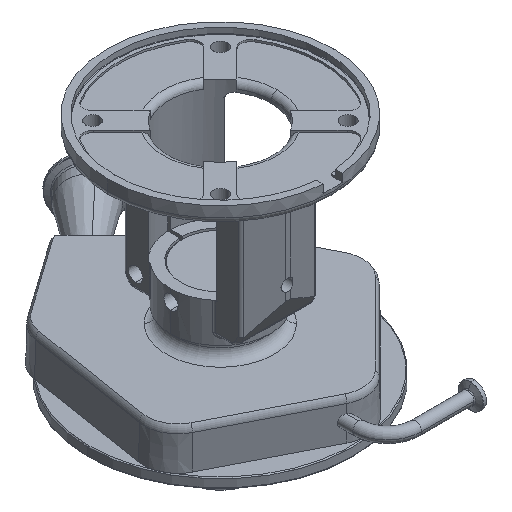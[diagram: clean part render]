
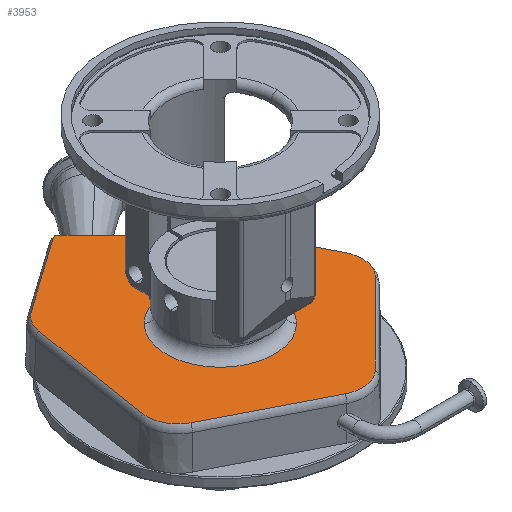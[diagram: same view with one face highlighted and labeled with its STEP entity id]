
A CAD part, isometric view. The second image highlights one B-rep face of the part: STEP entity #3953.
In plain terms, the highlighted planar face has unit normal (0, 0, 1).
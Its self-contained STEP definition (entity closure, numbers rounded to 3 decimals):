
#89 = VERTEX_POINT ( 'NONE', #13936 ) ;
#213 = DIRECTION ( 'NONE',  ( 0., 0., -1. ) ) ;
#249 = EDGE_CURVE ( 'NONE', #3115, #9109, #12446, .T. ) ;
#271 = ORIENTED_EDGE ( 'NONE', *, *, #2063, .F. ) ;
#307 = AXIS2_PLACEMENT_3D ( 'NONE', #4403, #6479, #1087 ) ;
#378 = EDGE_CURVE ( 'NONE', #12699, #463, #13797, .T. ) ;
#463 = VERTEX_POINT ( 'NONE', #12947 ) ;
#934 = ORIENTED_EDGE ( 'NONE', *, *, #2683, .F. ) ;
#975 = VECTOR ( 'NONE', #12504, 1000. ) ;
#1034 = ORIENTED_EDGE ( 'NONE', *, *, #4141, .F. ) ;
#1087 = DIRECTION ( 'NONE',  ( 0.707, -0.707, 0. ) ) ;
#1224 = CARTESIAN_POINT ( 'NONE',  ( 49.83, 129.466, -189. ) ) ;
#1283 = DIRECTION ( 'NONE',  ( 0.707, -0.707, 0. ) ) ;
#1371 = DIRECTION ( 'NONE',  ( 0.45, -0.893, 0. ) ) ;
#1415 = CARTESIAN_POINT ( 'NONE',  ( 1.415, -126.047, -189. ) ) ;
#1633 = VERTEX_POINT ( 'NONE', #13238 ) ;
#1842 = DIRECTION ( 'NONE',  ( 0., 0., -1. ) ) ;
#1884 = CARTESIAN_POINT ( 'NONE',  ( 139.999, 339.783, -189. ) ) ;
#2063 = EDGE_CURVE ( 'NONE', #11087, #5031, #13407, .T. ) ;
#2176 = DIRECTION ( 'NONE',  ( -0.966, -0.259, 0. ) ) ;
#2222 = AXIS2_PLACEMENT_3D ( 'NONE', #11899, #213, #4522 ) ;
#2306 = CIRCLE ( 'NONE', #5733, 228.831 ) ;
#2683 = EDGE_CURVE ( 'NONE', #8073, #1633, #10448, .T. ) ;
#2695 = VERTEX_POINT ( 'NONE', #4945 ) ;
#2731 = DIRECTION ( 'NONE',  ( 0.707, -0.707, 0. ) ) ;
#2789 = EDGE_CURVE ( 'NONE', #12663, #5490, #2306, .T. ) ;
#2863 = DIRECTION ( 'NONE',  ( -0.707, -0.707, 0. ) ) ;
#2920 = VECTOR ( 'NONE', #2863, 1000. ) ;
#2941 = ORIENTED_EDGE ( 'NONE', *, *, #2789, .F. ) ;
#3056 = EDGE_CURVE ( 'NONE', #8815, #2695, #9951, .T. ) ;
#3115 = VERTEX_POINT ( 'NONE', #4765 ) ;
#3191 = DIRECTION ( 'NONE',  ( 0.707, -0.707, 0. ) ) ;
#3242 = DIRECTION ( 'NONE',  ( -0.891, 0.454, 0. ) ) ;
#3502 = AXIS2_PLACEMENT_3D ( 'NONE', #6820, #11112, #5755 ) ;
#3516 = EDGE_CURVE ( 'NONE', #12706, #8073, #4593, .T. ) ;
#3525 = FACE_BOUND ( 'NONE', #4773, .T. ) ;
#3592 = DIRECTION ( 'NONE',  ( 0., 0., -1. ) ) ;
#3727 = EDGE_CURVE ( 'NONE', #4849, #3115, #12943, .T. ) ;
#3737 = VECTOR ( 'NONE', #2176, 1000. ) ;
#3830 = AXIS2_PLACEMENT_3D ( 'NONE', #11263, #8148, #12471 ) ;
#3842 = CARTESIAN_POINT ( 'NONE',  ( -119.44, -40.293, -189. ) ) ;
#3953 = ADVANCED_FACE ( 'NONE', ( #3525, #12176 ), #6749, .T. ) ;
#4054 = LINE ( 'NONE', #3842, #975 ) ;
#4141 = EDGE_CURVE ( 'NONE', #5031, #4849, #9639, .T. ) ;
#4320 = AXIS2_PLACEMENT_3D ( 'NONE', #11392, #3592, #12235 ) ;
#4321 = AXIS2_PLACEMENT_3D ( 'NONE', #4693, #7897, #12203 ) ;
#4403 = CARTESIAN_POINT ( 'NONE',  ( 0., 0., -189. ) ) ;
#4447 = CARTESIAN_POINT ( 'NONE',  ( -102.806, -72.944, -189. ) ) ;
#4457 = CARTESIAN_POINT ( 'NONE',  ( 120.315, -37.605, -189. ) ) ;
#4522 = DIRECTION ( 'NONE',  ( 0.707, -0.707, 0. ) ) ;
#4593 = CIRCLE ( 'NONE', #5283, 31.169 ) ;
#4693 = CARTESIAN_POINT ( 'NONE',  ( 0., 0., -189. ) ) ;
#4761 = CARTESIAN_POINT ( 'NONE',  ( -99.486, 85.602, -189. ) ) ;
#4765 = CARTESIAN_POINT ( 'NONE',  ( -102.806, -72.944, -189. ) ) ;
#4773 = EDGE_LOOP ( 'NONE', ( #7819, #8562 ) ) ;
#4849 = VERTEX_POINT ( 'NONE', #1415 ) ;
#4945 = CARTESIAN_POINT ( 'NONE',  ( 126.103, -1.525, -189. ) ) ;
#4974 = LINE ( 'NONE', #13314, #5631 ) ;
#5031 = VERTEX_POINT ( 'NONE', #11954 ) ;
#5057 = CIRCLE ( 'NONE', #307, 55. ) ;
#5068 = ORIENTED_EDGE ( 'NONE', *, *, #7011, .F. ) ;
#5107 = EDGE_CURVE ( 'NONE', #12663, #12699, #12025, .T. ) ;
#5283 = AXIS2_PLACEMENT_3D ( 'NONE', #12607, #1842, #6178 ) ;
#5353 = AXIS2_PLACEMENT_3D ( 'NONE', #13969, #12894, #3191 ) ;
#5490 = VERTEX_POINT ( 'NONE', #11215 ) ;
#5631 = VECTOR ( 'NONE', #9277, 1000. ) ;
#5733 = AXIS2_PLACEMENT_3D ( 'NONE', #1884, #11656, #8537 ) ;
#5755 = DIRECTION ( 'NONE',  ( 0.707, -0.707, 0. ) ) ;
#5815 = EDGE_LOOP ( 'NONE', ( #2941, #9197, #10431, #5068, #11184, #934, #9793, #11437, #8451, #13703, #1034, #271, #11682, #13513, #6829 ) ) ;
#5949 = CARTESIAN_POINT ( 'NONE',  ( 40.096, 99.742, -189. ) ) ;
#6178 = DIRECTION ( 'NONE',  ( 0.707, -0.707, 0. ) ) ;
#6479 = DIRECTION ( 'NONE',  ( 0., 0., 1. ) ) ;
#6611 = CIRCLE ( 'NONE', #4321, 55. ) ;
#6749 = PLANE ( 'NONE',  #3502 ) ;
#6814 = VECTOR ( 'NONE', #7299, 1000. ) ;
#6820 = CARTESIAN_POINT ( 'NONE',  ( 123.744, 123.744, -189. ) ) ;
#6829 = ORIENTED_EDGE ( 'NONE', *, *, #10189, .F. ) ;
#6867 = EDGE_CURVE ( 'NONE', #1633, #89, #4974, .T. ) ;
#6959 = EDGE_CURVE ( 'NONE', #2695, #11087, #13517, .T. ) ;
#7011 = EDGE_CURVE ( 'NONE', #89, #463, #10813, .T. ) ;
#7047 = CARTESIAN_POINT ( 'NONE',  ( -90.741, 102.763, -189. ) ) ;
#7210 = AXIS2_PLACEMENT_3D ( 'NONE', #5949, #8120, #2731 ) ;
#7299 = DIRECTION ( 'NONE',  ( -0.707, 0.707, 0. ) ) ;
#7430 = AXIS2_PLACEMENT_3D ( 'NONE', #10977, #7727, #1283 ) ;
#7573 = CARTESIAN_POINT ( 'NONE',  ( 117.362, 147.561, -189. ) ) ;
#7727 = DIRECTION ( 'NONE',  ( 0., 0., -1. ) ) ;
#7819 = ORIENTED_EDGE ( 'NONE', *, *, #12598, .F. ) ;
#7895 = CARTESIAN_POINT ( 'NONE',  ( 31.113, 124.451, -189. ) ) ;
#7897 = DIRECTION ( 'NONE',  ( 0., 0., 1. ) ) ;
#8073 = VERTEX_POINT ( 'NONE', #7047 ) ;
#8120 = DIRECTION ( 'NONE',  ( 0., 0., -1. ) ) ;
#8148 = DIRECTION ( 'NONE',  ( 0., 0., -1. ) ) ;
#8451 = ORIENTED_EDGE ( 'NONE', *, *, #249, .F. ) ;
#8537 = DIRECTION ( 'NONE',  ( -0.707, 0.707, 0. ) ) ;
#8562 = ORIENTED_EDGE ( 'NONE', *, *, #11775, .F. ) ;
#8786 = CIRCLE ( 'NONE', #7210, 31.169 ) ;
#8787 = CARTESIAN_POINT ( 'NONE',  ( -38.891, 38.891, -189. ) ) ;
#8815 = VERTEX_POINT ( 'NONE', #10195 ) ;
#9109 = VERTEX_POINT ( 'NONE', #11514 ) ;
#9197 = ORIENTED_EDGE ( 'NONE', *, *, #5107, .T. ) ;
#9277 = DIRECTION ( 'NONE',  ( 0.816, 0.578, 0. ) ) ;
#9639 = CIRCLE ( 'NONE', #5353, 31.169 ) ;
#9793 = ORIENTED_EDGE ( 'NONE', *, *, #3516, .F. ) ;
#9875 = CARTESIAN_POINT ( 'NONE',  ( 100.078, 50.054, -189. ) ) ;
#9951 = LINE ( 'NONE', #9875, #10469 ) ;
#10189 = EDGE_CURVE ( 'NONE', #5490, #8815, #8786, .T. ) ;
#10195 = CARTESIAN_POINT ( 'NONE',  ( 67.924, 113.783, -189. ) ) ;
#10431 = ORIENTED_EDGE ( 'NONE', *, *, #378, .T. ) ;
#10448 = CIRCLE ( 'NONE', #4320, 31.169 ) ;
#10469 = VECTOR ( 'NONE', #1371, 1000. ) ;
#10753 = CARTESIAN_POINT ( 'NONE',  ( 77.782, 77.782, -189. ) ) ;
#10813 = CIRCLE ( 'NONE', #2222, 7.141 ) ;
#10977 = CARTESIAN_POINT ( 'NONE',  ( 98.275, -15.565, -189. ) ) ;
#11087 = VERTEX_POINT ( 'NONE', #4457 ) ;
#11112 = DIRECTION ( 'NONE',  ( 0., 0., 1. ) ) ;
#11184 = ORIENTED_EDGE ( 'NONE', *, *, #6867, .F. ) ;
#11215 = CARTESIAN_POINT ( 'NONE',  ( 52.073, 128.519, -189. ) ) ;
#11263 = CARTESIAN_POINT ( 'NONE',  ( -88.655, -45.172, -189. ) ) ;
#11392 = CARTESIAN_POINT ( 'NONE',  ( -68.701, 80.723, -189. ) ) ;
#11437 = ORIENTED_EDGE ( 'NONE', *, *, #13566, .F. ) ;
#11514 = CARTESIAN_POINT ( 'NONE',  ( -119.44, -40.293, -189. ) ) ;
#11656 = DIRECTION ( 'NONE',  ( 0., 0., 1. ) ) ;
#11682 = ORIENTED_EDGE ( 'NONE', *, *, #6959, .F. ) ;
#11775 = EDGE_CURVE ( 'NONE', #13038, #12482, #6611, .T. ) ;
#11854 = CARTESIAN_POINT ( 'NONE',  ( 38.891, -38.891, -189. ) ) ;
#11899 = CARTESIAN_POINT ( 'NONE',  ( -6.135, 154.505, -189. ) ) ;
#11954 = CARTESIAN_POINT ( 'NONE',  ( 37.605, -120.315, -189. ) ) ;
#12025 = LINE ( 'NONE', #7573, #3737 ) ;
#12176 = FACE_OUTER_BOUND ( 'NONE', #5815, .T. ) ;
#12203 = DIRECTION ( 'NONE',  ( 0.707, -0.707, 0. ) ) ;
#12235 = DIRECTION ( 'NONE',  ( 0.707, -0.707, 0. ) ) ;
#12362 = CARTESIAN_POINT ( 'NONE',  ( 12.046, -145.874, -189. ) ) ;
#12446 = CIRCLE ( 'NONE', #3830, 31.169 ) ;
#12471 = DIRECTION ( 'NONE',  ( 0.707, -0.707, 0. ) ) ;
#12482 = VERTEX_POINT ( 'NONE', #11854 ) ;
#12504 = DIRECTION ( 'NONE',  ( 0.157, 0.988, 0. ) ) ;
#12598 = EDGE_CURVE ( 'NONE', #12482, #13038, #5057, .T. ) ;
#12607 = CARTESIAN_POINT ( 'NONE',  ( -68.701, 80.723, -189. ) ) ;
#12663 = VERTEX_POINT ( 'NONE', #1224 ) ;
#12699 = VERTEX_POINT ( 'NONE', #7895 ) ;
#12706 = VERTEX_POINT ( 'NONE', #4761 ) ;
#12744 = VECTOR ( 'NONE', #3242, 1000. ) ;
#12894 = DIRECTION ( 'NONE',  ( 0., 0., -1. ) ) ;
#12943 = LINE ( 'NONE', #4447, #12744 ) ;
#12947 = CARTESIAN_POINT ( 'NONE',  ( -6.083, 161.646, -189. ) ) ;
#13038 = VERTEX_POINT ( 'NONE', #8787 ) ;
#13238 = CARTESIAN_POINT ( 'NONE',  ( -86.721, 106.155, -189. ) ) ;
#13314 = CARTESIAN_POINT ( 'NONE',  ( -159.395, 54.659, -189. ) ) ;
#13407 = LINE ( 'NONE', #12362, #2920 ) ;
#13513 = ORIENTED_EDGE ( 'NONE', *, *, #3056, .F. ) ;
#13517 = CIRCLE ( 'NONE', #7430, 31.169 ) ;
#13566 = EDGE_CURVE ( 'NONE', #9109, #12706, #4054, .T. ) ;
#13703 = ORIENTED_EDGE ( 'NONE', *, *, #3727, .F. ) ;
#13797 = LINE ( 'NONE', #10753, #6814 ) ;
#13936 = CARTESIAN_POINT ( 'NONE',  ( -10.264, 160.332, -189. ) ) ;
#13969 = CARTESIAN_POINT ( 'NONE',  ( 15.565, -98.275, -189. ) ) ;
